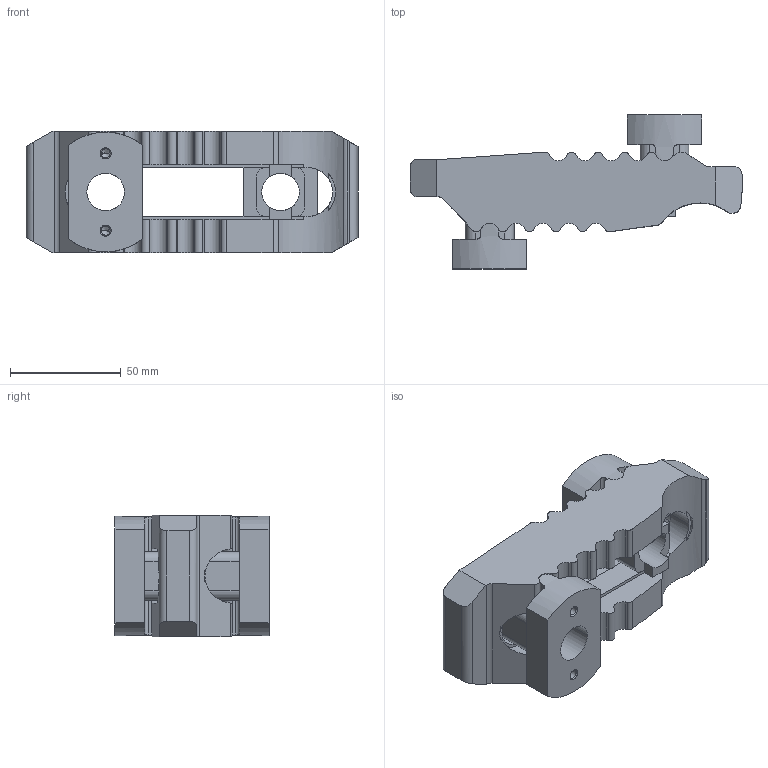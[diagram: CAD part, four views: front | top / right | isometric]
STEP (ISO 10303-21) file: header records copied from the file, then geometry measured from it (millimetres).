
FILE_DESCRIPTION(('STEP AP214'),'1');
FILE_NAME(' ',' ',('TraceParts'),('TraceParts S.A.'),'XStep 1.0',' ',' ');
FILE_SCHEMA(('automotive_design'));
Length unit declared in the file: millimetre
Products named in the file (3): 1; 2; 3
Bounding box: 150 x 69.6 x 55 mm (x, y, z)
Volume: 196826.9 mm3; surface area: 50366.2 mm2
Topology: 3 solids, 3 shells, 257 faces, 718 edges, 464 vertices
Faces by surface type: plane 122, cylinder 111, cone 24
Entity records: 16626 total; most frequent: CARTESIAN_POINT 1894, DIRECTION 1452, STYLED_ITEM 1431, PRESENTATION_STYLE_ASSIGNMENT 1431, COLOUR_RGB 1431, ORIENTED_EDGE 1420, EDGE_CURVE 710, CURVE_STYLE 710
